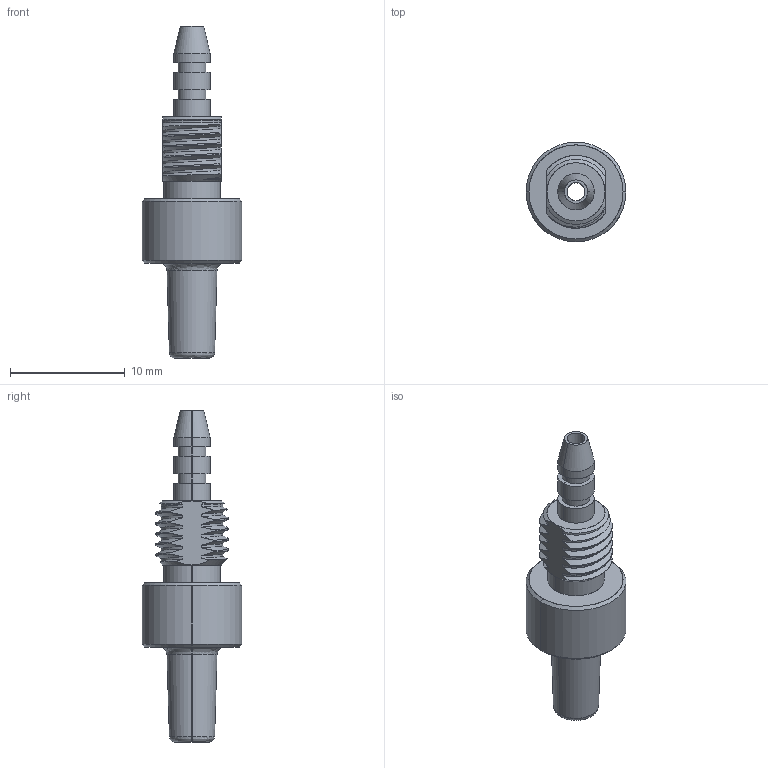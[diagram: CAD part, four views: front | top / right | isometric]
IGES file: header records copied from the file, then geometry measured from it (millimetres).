
Start section: SolidWorks IGES file using analytic representation for surfaces
Global section: file name: E-Q-160966.IGS; native system: SolidWorks 2017; preprocessor: SolidWorks 2017; author: wtsang; date: 170601.151658; units: millimetre
Bounding box: 8.7 x 8.7 x 28.93 mm (x, y, z)
Surface area: 780.8 mm2 (no closed solid volume)
Topology: 0 solids, 0 shells, 101 faces, 1207 edges, 1207 vertices
Faces by surface type: revolution 52, bspline 49
